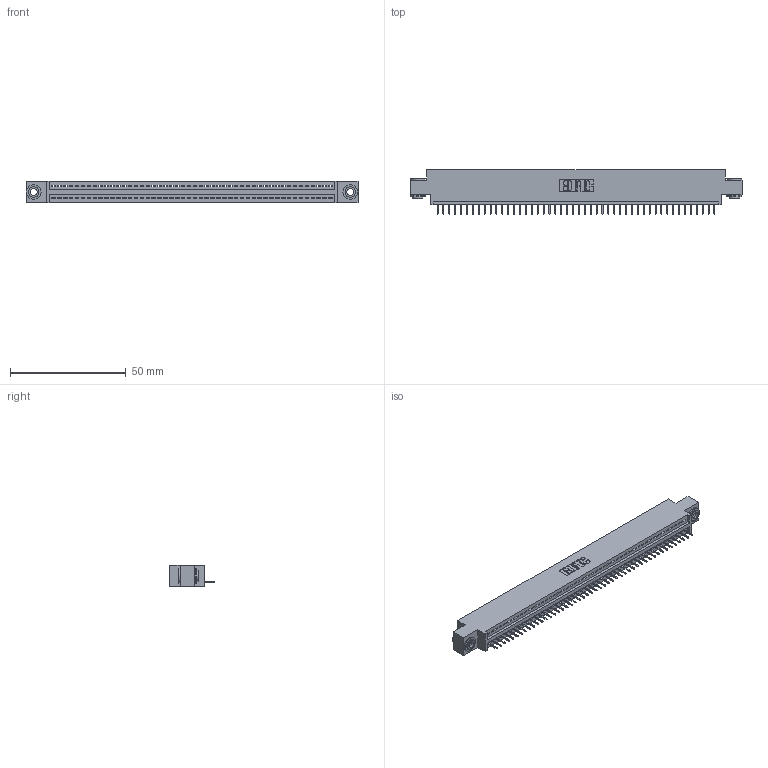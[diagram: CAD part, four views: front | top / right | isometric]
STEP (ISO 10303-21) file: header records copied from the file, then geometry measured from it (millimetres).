
FILE_DESCRIPTION (( 'STEP AP203' ), '1' );
FILE_NAME ('345-048-524-603.STEP', '2018-09-11T19:25:59', ( '' ), ( '' ), 'SwSTEP 2.0', 'SolidWorks 2016', '' );
FILE_SCHEMA (( 'CONFIG_CONTROL_DESIGN' ));
Length unit declared in the file: inch
Products named in the file (4): 345-292-001_345-293-124; 345-250-002_345-250-002-102; 345-048-524-603; 345 Part_0.170 Offset - 0.156 Dia-TH
Assembly tree (51 placements, depth 2):
  345-048-524-603
    345 Part_0.170 Offset - 0.156 Dia-TH
    345-292-001_345-293-124  x48
    345-250-002_345-250-002-102  x2
Bounding box: 143.13 x 19.35 x 9.4 mm (x, y, z)
Volume: 13360.1 mm3; surface area: 17570.7 mm2
Topology: 51 solids, 51 shells, 3144 faces, 9069 edges, 5850 vertices
Faces by surface type: plane 2302, cylinder 834, cone 8
Entity records: 36174 total; most frequent: CARTESIAN_POINT 6243, ORIENTED_EDGE 6218, DIRECTION 5475, EDGE_CURVE 3109, LINE 2765, VECTOR 2765, VERTEX_POINT 2066, AXIS2_PLACEMENT_3D 1355
